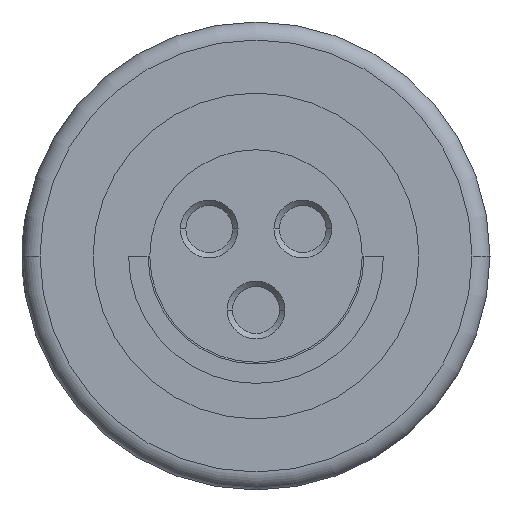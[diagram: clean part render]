
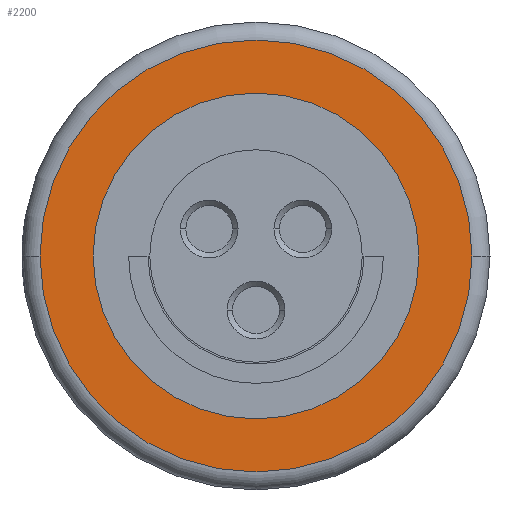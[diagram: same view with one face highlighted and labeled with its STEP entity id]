
A CAD part, left-side view. The second image highlights one B-rep face of the part: STEP entity #2200.
In plain terms, the highlighted planar face has unit normal (-1, 0, 0).
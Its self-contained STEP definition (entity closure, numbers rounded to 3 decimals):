
#127=CARTESIAN_POINT('',(-11.,0.,0.));
#128=DIRECTION('',(-1.,0.,0.));
#129=DIRECTION('',(0.,1.,0.));
#130=AXIS2_PLACEMENT_3D('',#127,#128,#129);
#135=CARTESIAN_POINT('',(-11.,0.,0.));
#136=DIRECTION('',(1.,0.,0.));
#137=DIRECTION('',(0.,1.,0.));
#138=AXIS2_PLACEMENT_3D('',#135,#136,#137);
#143=CARTESIAN_POINT('',(-11.,0.,0.));
#144=DIRECTION('',(-1.,0.,0.));
#145=DIRECTION('',(0.,-1.,0.));
#146=AXIS2_PLACEMENT_3D('',#143,#144,#145);
#151=CARTESIAN_POINT('',(-11.,0.,0.));
#152=DIRECTION('',(-1.,0.,0.));
#153=DIRECTION('',(0.,1.,0.));
#154=AXIS2_PLACEMENT_3D('',#151,#152,#153);
#2013=CARTESIAN_POINT('',(-11.,4.525,0.));
#2015=VERTEX_POINT('',#2013);
#2021=CARTESIAN_POINT('',(-11.,-4.525,0.));
#2023=VERTEX_POINT('',#2021);
#2097=CARTESIAN_POINT('',(-11.,-6.,0.));
#2098=CARTESIAN_POINT('',(-11.,6.,0.));
#2099=VERTEX_POINT('',#2097);
#2100=VERTEX_POINT('',#2098);
#2185=CARTESIAN_POINT('',(-11.,0.,0.));
#2186=DIRECTION('',(1.,0.,0.));
#2187=DIRECTION('',(0.,-1.,0.));
#2188=AXIS2_PLACEMENT_3D('',#2185,#2186,#2187);
#2189=PLANE('',#2188);
#2191=ORIENTED_EDGE('',*,*,#2190,.F.);
#2193=ORIENTED_EDGE('',*,*,#2192,.F.);
#2194=EDGE_LOOP('',(#2191,#2193));
#2195=FACE_OUTER_BOUND('',#2194,.F.);
#2196=ORIENTED_EDGE('',*,*,#2178,.F.);
#2197=ORIENTED_EDGE('',*,*,#2167,.T.);
#2198=EDGE_LOOP('',(#2196,#2197));
#2199=FACE_BOUND('',#2198,.F.);
#131=CIRCLE('',#130,4.525);
#139=CIRCLE('',#138,4.525);
#147=CIRCLE('',#146,6.);
#155=CIRCLE('',#154,6.);
#2167=EDGE_CURVE('',#2015,#2023,#131,.T.);
#2178=EDGE_CURVE('',#2015,#2023,#139,.T.);
#2190=EDGE_CURVE('',#2099,#2100,#147,.T.);
#2192=EDGE_CURVE('',#2100,#2099,#155,.T.);
#2200=ADVANCED_FACE('',(#2195,#2199),#2189,.F.);
